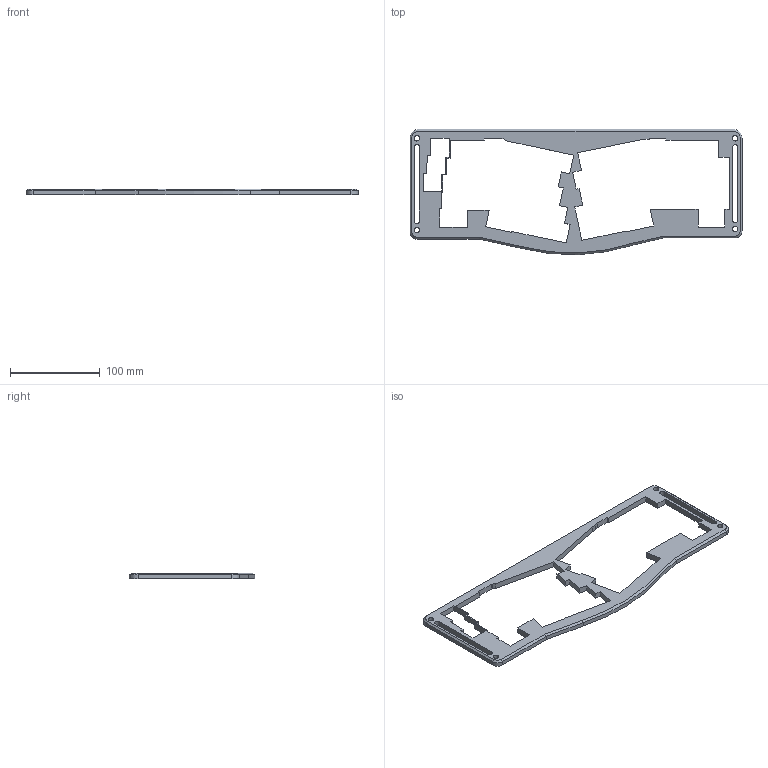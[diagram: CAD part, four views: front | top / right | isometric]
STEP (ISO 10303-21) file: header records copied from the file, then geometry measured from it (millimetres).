
FILE_DESCRIPTION(('HOOPS Exchange Step'),'2;1');
FILE_NAME('temp_export','2024-05-30T03:47:19+02:00',('juanj'),('Shapr3D Limited'),'HOOPS Exchange 2024.2','Shapr3D','Authorized');
FILE_SCHEMA( ('AUTOMOTIVE_DESIGN { 1 0 10303 214 1 1 1 1 }') );
Length unit declared in the file: millimetre
Products named in the file (1): Top
Bounding box: 369.19 x 139.37 x 6.6 mm (x, y, z)
Volume: 107399.9 mm3; surface area: 50516.2 mm2
Topology: 1 solids, 1 shells, 137 faces, 393 edges, 268 vertices
Faces by surface type: plane 106, cylinder 26, cone 5
Full cylindrical faces by diameter (mm): 2.6 x11, 6 x4
Entity records: 4560 total; most frequent: CARTESIAN_POINT 805, ORIENTED_EDGE 786, DIRECTION 754, EDGE_CURVE 393, VECTOR 304, LINE 304, VERTEX_POINT 268, AXIS2_PLACEMENT_3D 225
